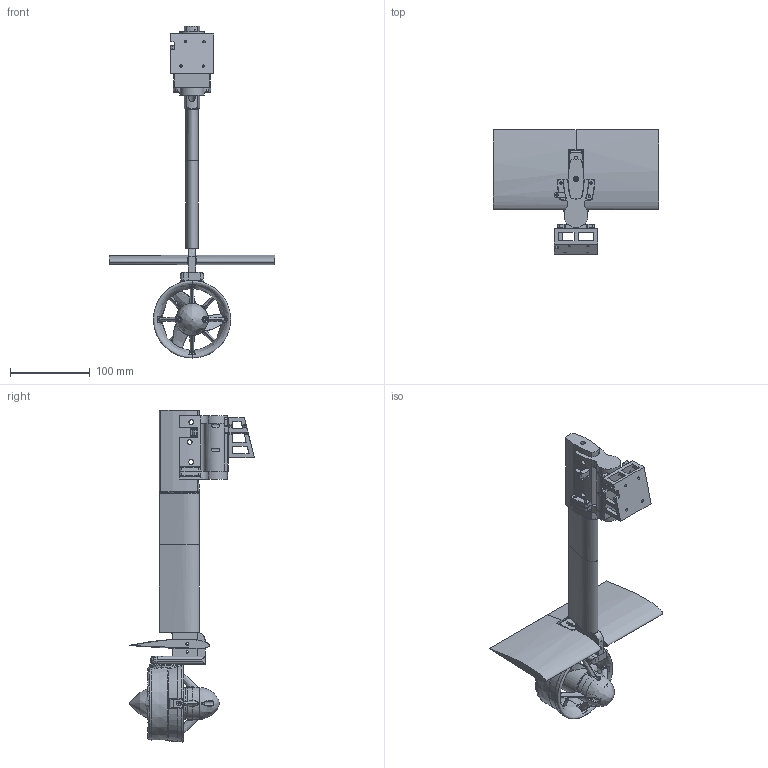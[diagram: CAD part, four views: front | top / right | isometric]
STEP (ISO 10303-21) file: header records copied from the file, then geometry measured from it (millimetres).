
FILE_DESCRIPTION(/* description */ (''),/* implementation_level */ '2;1');
FILE_NAME(/* name */ 'Rear Foil Assembly.step',/* time_stamp */ '2026-01-12T14:51:20+08:00',/* author */ (''),/* organization */ (''),/* preprocessor_version */ 'ST-DEVELOPER v20.1',/* originating_system */ 'Autodesk Translation Framework v14.21.0.0',/* authorisation */ '');
FILE_SCHEMA (('AUTOMOTIVE_DESIGN { 1 0 10303 214 3 1 1 }'));
Products named in the file (5): Rear Foil Assembly; Back Mast v3; Boat Levelling Mount; Custom Hinge; T200-THRUSTER-R1 v1
Assembly tree (4 placements, depth 2):
  Rear Foil Assembly
    Back Mast v3
    Boat Levelling Mount
    Custom Hinge
    T200-THRUSTER-R1 v1
Bounding box: 207.5 x 156.09 x 415.95 mm (x, y, z)
Volume: 649173.3 mm3; surface area: 223200.9 mm2
Topology: 24 solids, 24 shells, 1996 faces, 5238 edges, 3291 vertices
Faces by surface type: bspline 559, plane 546, cylinder 521, cone 260, torus 98, sphere 12
Full cylindrical faces by diameter (mm): 2.13 x28, 2.35 x70, 2.5 x4, 2.83 x24, 3 x108, 3.1 x2, 3.2 x4, 3.5 x2, 4.7 x2, 4.72 x20, 5.5 x2, 5.9 x1, 6 x14, 6.2 x3, 8.2 x3, 11.2 x1, 37 x1, 38.861 x1, 40.005 x1
Entity records: 132820 total; most frequent: CARTESIAN_POINT 88684, ORIENTED_EDGE 10376, DIRECTION 7716, EDGE_CURVE 5188, VERTEX_POINT 3291, AXIS2_PLACEMENT_3D 3113, EDGE_LOOP 2197, FACE_OUTER_BOUND 1996
